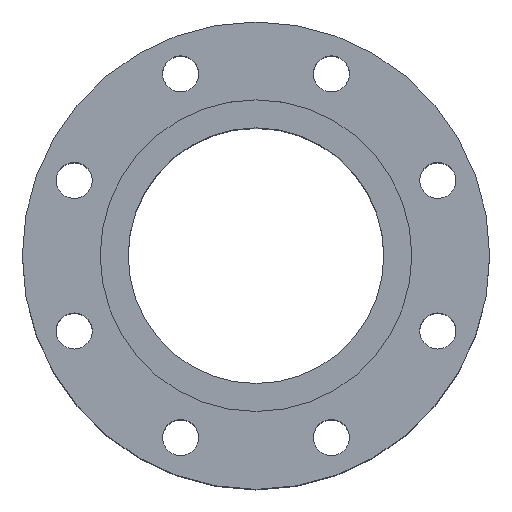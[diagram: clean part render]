
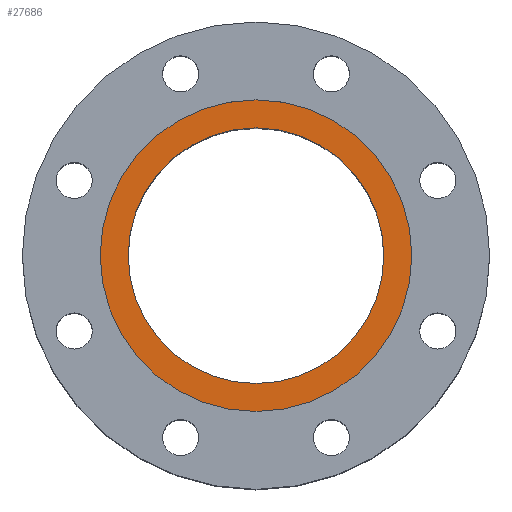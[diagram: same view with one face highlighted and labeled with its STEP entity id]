
A CAD part, top view. The second image highlights one B-rep face of the part: STEP entity #27686.
In plain terms, the highlighted planar face has unit normal (0, 0, 1).
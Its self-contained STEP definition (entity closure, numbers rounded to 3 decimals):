
#493 = ORIENTED_EDGE ( 'NONE', *, *, #4052, .T. ) ;
#1484 = ORIENTED_EDGE ( 'NONE', *, *, #16951, .T. ) ;
#4009 = CARTESIAN_POINT ( 'NONE',  ( 0., 0., 0. ) ) ;
#4052 = EDGE_CURVE ( 'NONE', #15206, #24344, #22396, .T. ) ;
#4142 = AXIS2_PLACEMENT_3D ( 'NONE', #26149, #6511, #27862 ) ;
#4608 = ORIENTED_EDGE ( 'NONE', *, *, #24948, .F. ) ;
#5795 = DIRECTION ( 'NONE',  ( 0., 0., 1. ) ) ;
#6427 = CARTESIAN_POINT ( 'NONE',  ( 95., 0., 0. ) ) ;
#6511 = DIRECTION ( 'NONE',  ( 0., 0., -1. ) ) ;
#7067 = VERTEX_POINT ( 'NONE', #27264 ) ;
#7855 = CARTESIAN_POINT ( 'NONE',  ( 0., 0., 0. ) ) ;
#10459 = DIRECTION ( 'NONE',  ( 0., 0., 1. ) ) ;
#11996 = ORIENTED_EDGE ( 'NONE', *, *, #21602, .F. ) ;
#12696 = DIRECTION ( 'NONE',  ( 1., 0., 0. ) ) ;
#13334 = DIRECTION ( 'NONE',  ( 1., 0., 0. ) ) ;
#13711 = AXIS2_PLACEMENT_3D ( 'NONE', #7855, #16438, #12696 ) ;
#14524 = DIRECTION ( 'NONE',  ( 1., 0., 0. ) ) ;
#15153 = CARTESIAN_POINT ( 'NONE',  ( 0., 0., 0. ) ) ;
#15206 = VERTEX_POINT ( 'NONE', #6427 ) ;
#15247 = FACE_BOUND ( 'NONE', #27664, .T. ) ;
#15291 = DIRECTION ( 'NONE',  ( 0., 0., 1. ) ) ;
#16438 = DIRECTION ( 'NONE',  ( 0., 0., 1. ) ) ;
#16446 = CIRCLE ( 'NONE', #23299, 77.95 ) ;
#16555 = CIRCLE ( 'NONE', #23856, 77.95 ) ;
#16951 = EDGE_CURVE ( 'NONE', #24344, #15206, #17840, .T. ) ;
#17388 = PLANE ( 'NONE',  #4142 ) ;
#17817 = AXIS2_PLACEMENT_3D ( 'NONE', #23841, #5795, #14524 ) ;
#17840 = CIRCLE ( 'NONE', #17817, 95. ) ;
#21602 = EDGE_CURVE ( 'NONE', #27696, #7067, #16555, .T. ) ;
#22396 = CIRCLE ( 'NONE', #13711, 95. ) ;
#23299 = AXIS2_PLACEMENT_3D ( 'NONE', #4009, #10459, #13334 ) ;
#23841 = CARTESIAN_POINT ( 'NONE',  ( 0., 0., 0. ) ) ;
#23856 = AXIS2_PLACEMENT_3D ( 'NONE', #15153, #15291, #24032 ) ;
#24032 = DIRECTION ( 'NONE',  ( 1., 0., 0. ) ) ;
#24344 = VERTEX_POINT ( 'NONE', #25442 ) ;
#24948 = EDGE_CURVE ( 'NONE', #7067, #27696, #16446, .T. ) ;
#25442 = CARTESIAN_POINT ( 'NONE',  ( -95., 0., 0. ) ) ;
#25500 = EDGE_LOOP ( 'NONE', ( #493, #1484 ) ) ;
#26149 = CARTESIAN_POINT ( 'NONE',  ( 0., 95., 0. ) ) ;
#27264 = CARTESIAN_POINT ( 'NONE',  ( 77.95, 0., 0. ) ) ;
#27664 = EDGE_LOOP ( 'NONE', ( #4608, #11996 ) ) ;
#27686 = ADVANCED_FACE ( 'NONE', ( #15247, #28295 ), #17388, .F. ) ;
#27696 = VERTEX_POINT ( 'NONE', #27728 ) ;
#27728 = CARTESIAN_POINT ( 'NONE',  ( -77.95, 0., 0. ) ) ;
#27862 = DIRECTION ( 'NONE',  ( -1., 0., 0. ) ) ;
#28295 = FACE_OUTER_BOUND ( 'NONE', #25500, .T. ) ;
